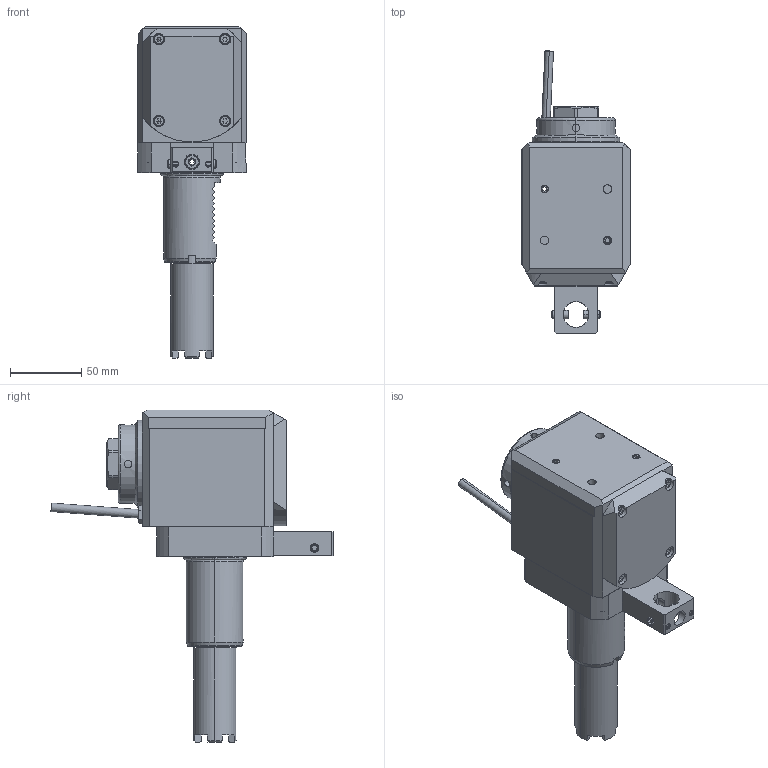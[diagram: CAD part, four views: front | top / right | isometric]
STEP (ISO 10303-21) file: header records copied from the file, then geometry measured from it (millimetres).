
FILE_DESCRIPTION (( 'STEP AP203' ), '1' );
FILE_NAME ('04-0777.STEP', '2023-09-13T20:19:35', ( '' ), ( '' ), 'SwSTEP 2.0', 'SolidWorks 2022', '' );
FILE_SCHEMA (( 'CONFIG_CONTROL_DESIGN' ));
Length unit declared in the file: inch
Products named in the file (1): 04-0777
Bounding box: 76 x 198.17 x 233.25 mm (x, y, z)
Surface area: 93475.7 mm2 (no closed solid volume)
Topology: 0 solids, 54 shells, 506 faces, 1542 edges, 1097 vertices
Faces by surface type: plane 279, cylinder 121, cone 75, torus 17, bspline 12, sphere 2
Entity records: 23519 total; most frequent: CARTESIAN_POINT 10252, ORIENTED_EDGE 2607, DIRECTION 2534, EDGE_CURVE 1536, VERTEX_POINT 1093, AXIS2_PLACEMENT_3D 877, LINE 780, VECTOR 780
